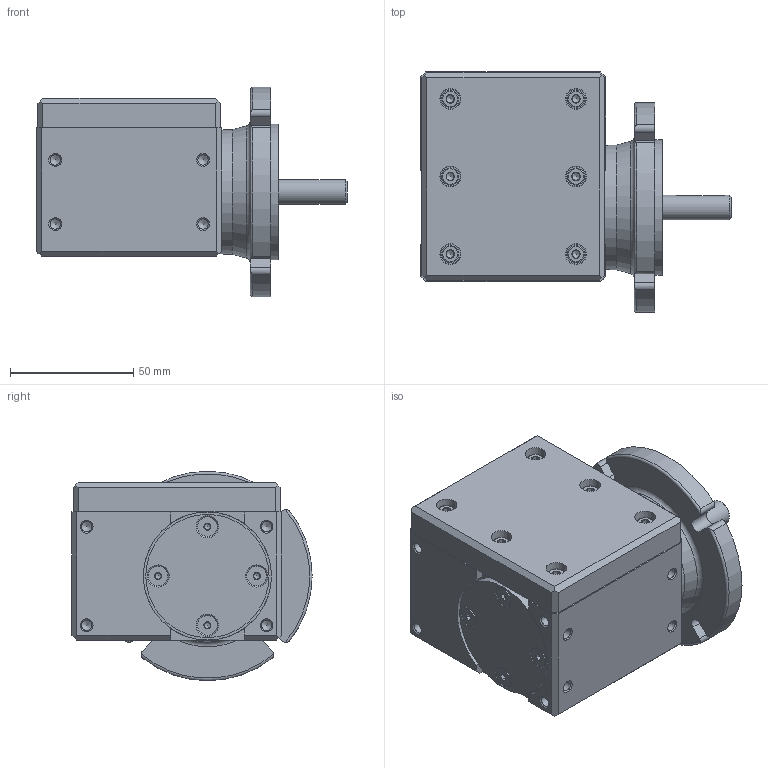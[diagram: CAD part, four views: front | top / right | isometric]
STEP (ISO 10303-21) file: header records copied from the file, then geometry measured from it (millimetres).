
FILE_DESCRIPTION( ( 'Unknown' ), '1' );
FILE_NAME( '0-11MG.stp', 'Unknown', ( 'Unknown' ), ( 'Unknown' ), 'PSStep 13.0', 'Unknown', ' ' );
FILE_SCHEMA( ( 'AUTOMOTIVE_DESIGN { 1 0 10303 214 1 1 1 1 }' ) );
Length unit declared in the file: millimetre
Products named in the file (1): Gehaeuse
Bounding box: 126 x 97.5 x 85 mm (x, y, z)
Volume: 456163.8 mm3; surface area: 61019.7 mm2
Topology: 1 solids, 23 shells, 636 faces, 1555 edges, 1005 vertices
Faces by surface type: plane 289, cone 188, cylinder 103, torus 48, sphere 8
Full cylindrical faces by diameter (mm): 3.141 x4, 3.242 x9, 4 x14, 4.2 x16, 4.3 x1, 4.5 x12, 4.6 x4, 7 x7, 8 x8, 10 x1, 15 x1, 25 x1, 30 x1, 50 x2, 52 x3, 55 x1
Entity records: 23002 total; most frequent: CARTESIAN_POINT 4350, DIRECTION 2860, ORIENTED_EDGE 2438, EDGE_CURVE 1219, AXIS2_PLACEMENT_3D 1148, EDGE_LOOP 916, VERTEX_POINT 902, FACE_OUTER_BOUND 749
